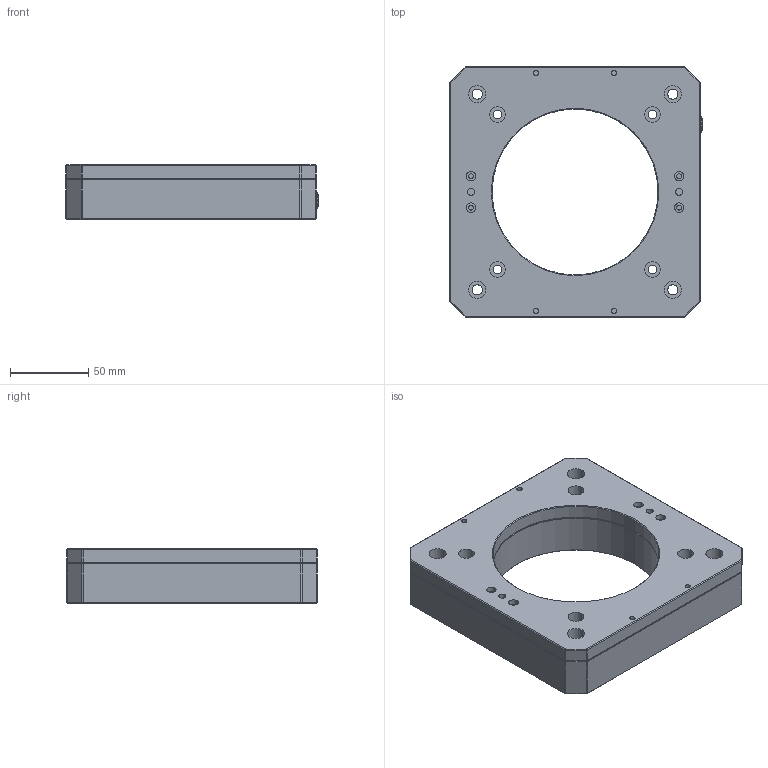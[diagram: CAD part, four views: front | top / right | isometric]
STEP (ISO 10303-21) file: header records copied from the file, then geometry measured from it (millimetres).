
FILE_DESCRIPTION (( 'STEP AP214' ), '1' );
FILE_NAME ('P77-D1压电扫描台三维图（发客户）.STEP', '2022-02-10T01:37:49', ( 'Sky123.Org' ), ( 'Sky123.Org' ), 'SwSTEP 2.0', 'SolidWorks 2016', '' );
FILE_SCHEMA (( 'AUTOMOTIVE_DESIGN' ));
Length unit declared in the file: millimetre
Products named in the file (1): P77-D1压电扫描台三维图（发客户）
Bounding box: 161.2 x 160 x 35 mm (x, y, z)
Volume: 546688.7 mm3; surface area: 107959.8 mm2
Topology: 4 solids, 4 shells, 1055 faces, 2764 edges, 1809 vertices
Faces by surface type: plane 565, bspline 259, cylinder 175, cone 54, torus 2
Entity records: 56170 total; most frequent: CARTESIAN_POINT 19866, ORIENTED_EDGE 5516, DIRECTION 4228, EDGE_CURVE 2758, VECTOR 1822, LINE 1822, VERTEX_POINT 1809, EDGE_LOOP 1209
